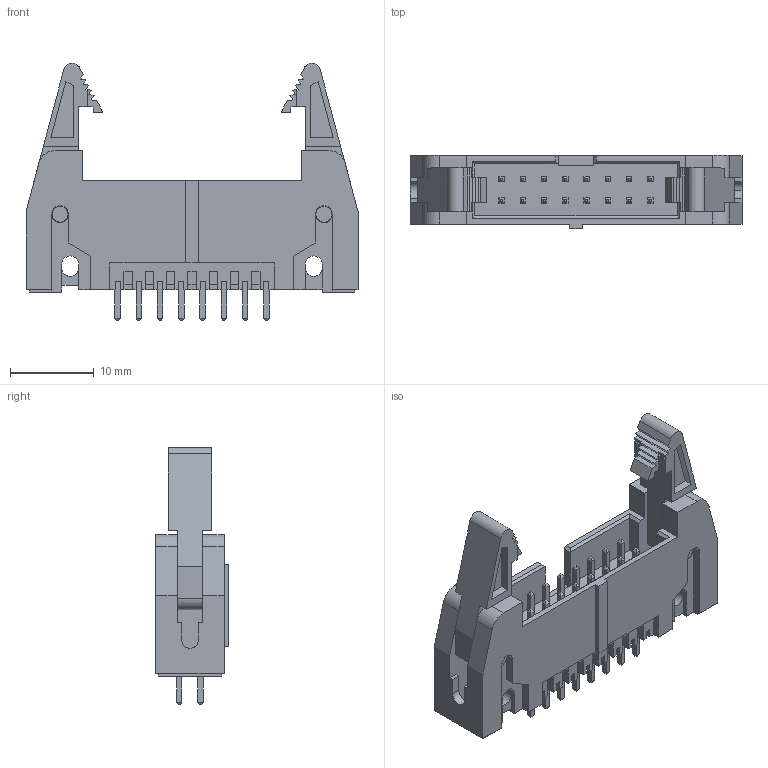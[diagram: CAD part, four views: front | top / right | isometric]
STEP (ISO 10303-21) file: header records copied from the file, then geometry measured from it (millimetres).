
FILE_DESCRIPTION (( 'STEP AP214' ), '1' );
FILE_NAME ('IDC-TH_16P-P2.54_331016SG0ABLA02.step', '2022-07-02T13:55:38', ( '' ), ( '' ), 'SwSTEP 2.0', 'SolidWorks 2020', '' );
FILE_SCHEMA (( 'AUTOMOTIVE_DESIGN' ));
Length unit declared in the file: millimetre
Products named in the file (1): IDC-TH_16P-P2.54_331016SG0ABLA02
Bounding box: 39.64 x 8.7 x 30.7 mm (x, y, z)
Volume: 3377.4 mm3; surface area: 4688.5 mm2
Topology: 19 solids, 19 shells, 853 faces, 2236 edges, 1450 vertices
Faces by surface type: plane 705, bspline 105, cylinder 43
Entity records: 36670 total; most frequent: CARTESIAN_POINT 7272, ORIENTED_EDGE 4472, DIRECTION 3318, EDGE_CURVE 2236, VECTOR 1740, LINE 1740, VERTEX_POINT 1450, EDGE_LOOP 898
